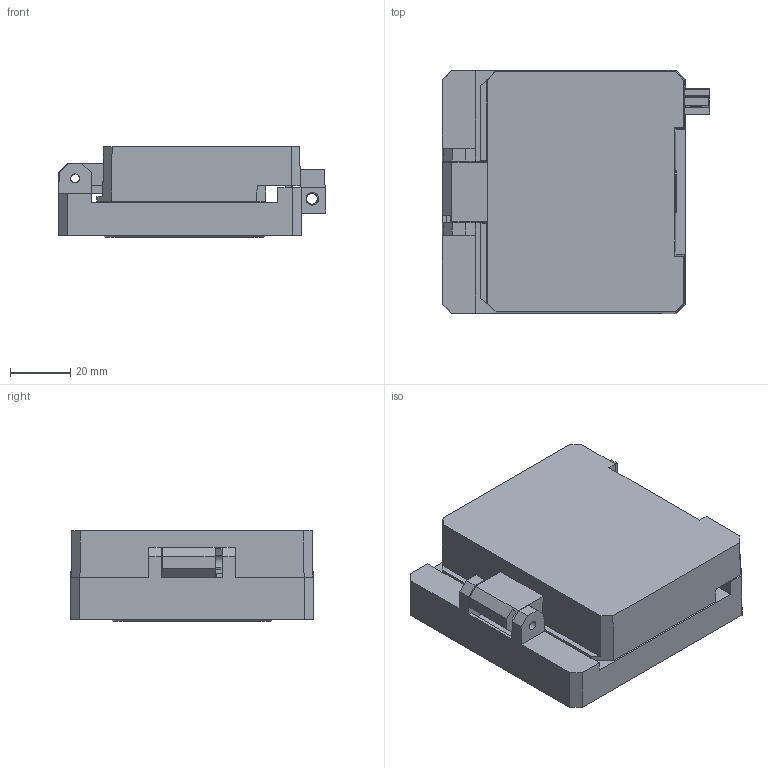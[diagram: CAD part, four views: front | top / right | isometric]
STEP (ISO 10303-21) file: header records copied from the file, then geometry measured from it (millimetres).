
FILE_DESCRIPTION(/* description */ (''),/* implementation_level */ '2;1');
FILE_NAME(/* name */ '7003001016-Rahmen f. 181811 SSI_VE.stp',/* time_stamp */ '2022-05-13T10:15:59+02:00',/* author */ ('alexander.rose'),/* organization */ (''),/* preprocessor_version */ 'ST-DEVELOPER v18.1',/* originating_system */ 'Autodesk Inventor 2022',/* authorisation */ '');
FILE_SCHEMA (('AUTOMOTIVE_DESIGN { 1 0 10303 214 3 1 1 }'));
Length unit declared in the file: millimetre
Products named in the file (4): 7003001016-Rahmen f. 181811 SSI_VE; 7003001014-Rahmen f. 181811 (SSI)_VE; 7003001013-Klappfenster f. 181811 (SSI)_VE; O-Ring_geschlossen
Assembly tree (4 placements, depth 2):
  7003001016-Rahmen f. 181811 SSI_VE
    7003001014-Rahmen f. 181811 (SSI)_VE
    7003001013-Klappfenster f. 181811 (SSI)_VE
    O-Ring_geschlossen  x2
Bounding box: 89 x 81 x 30 mm (x, y, z)
Volume: 59312.2 mm3; surface area: 58283.8 mm2
Topology: 4 solids, 4 shells, 329 faces, 919 edges, 608 vertices
Faces by surface type: plane 248, cone 49, cylinder 24, torus 8
Full cylindrical faces by diameter (mm): 3 x2, 3.2 x1, 3.5 x8, 3.6 x1, 4.2 x2
Entity records: 10415 total; most frequent: CARTESIAN_POINT 1834, ORIENTED_EDGE 1790, DIRECTION 1704, EDGE_CURVE 895, LINE 726, VECTOR 726, VERTEX_POINT 592, AXIS2_PLACEMENT_3D 489
